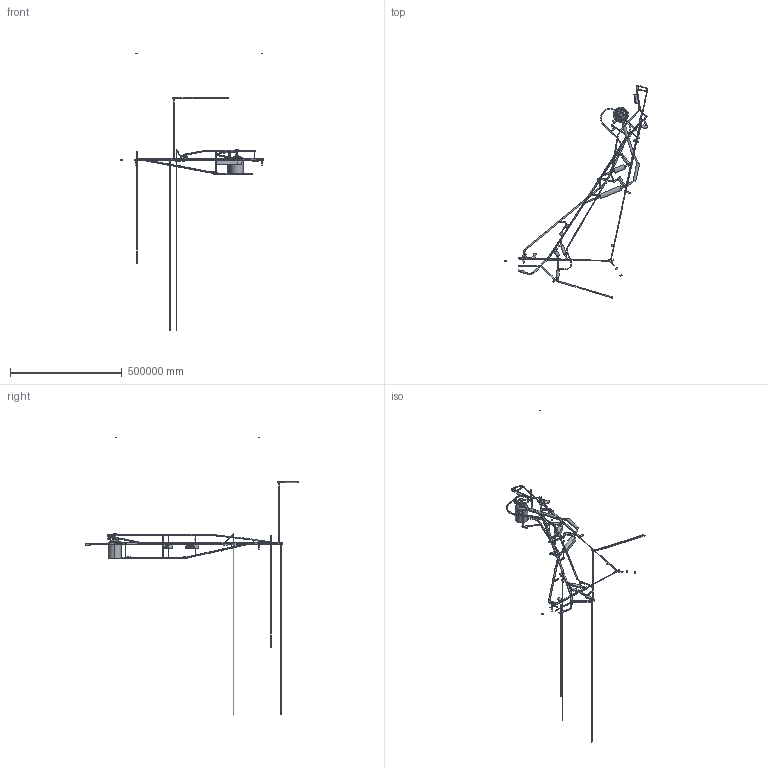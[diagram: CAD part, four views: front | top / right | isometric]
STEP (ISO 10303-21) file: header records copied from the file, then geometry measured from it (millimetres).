
FILE_DESCRIPTION(('CoCreate Modeling STEP Export'),'2;1');
FILE_NAME('4850L-FullAssy-LMmod1-06Dec10.stp','2011-02-03T13:22:38',(''),(''),'CoCreate Modeling STEP processor for AP214 (Solid Model)','CoCreate Modeling 16.00A 16-Aug-2008 (C) Parametric Technology GmbH','');
FILE_SCHEMA(('AUTOMOTIVE_DESIGN { 1 0 10303 214 1 1 1 1 }'));
Length unit declared in the file: millimetre
Products named in the file (271): Utility1; Utility2; Utility3; MiscExcavations; VentDrift7.1.1; VentDrift5a.1; VentDrift1; VentShaft1-DavisCampus; VentDrift2; VentDrift3; VentShaft2-Connection; VentShaft3-Connection; VentShaft3a-LM1; VentShaft2-5060to4700a; VentDrift4; VentDrift17; VentShaft4-Connection; VentShaft4-LM2; VentDrift18; VentShaft4a-LM2; VentDrift16; VentDrift7; VentDrift5a; VentDrift9; VentShaft6-Connection; VentShaft6-MEP1; VentDrift10; VentDrift11; VentDrift12; VentDrift13; VentDrift14; VentDrift15; 4700L-VentDriftAssy; DriftExpansion1; 4850to3950VentShaft; 3950L-VentDriftAssy; VentShaft2-ConnectionA; Drift14a; SecondaryEgressAccess2; AOR2 ...
Assembly tree (270 placements, depth 6):
  4850L-FullAssy-LMmod1-06Dec10
    4850L-Existing-26May10.1
      4850L-FullAssy
        ExistingDrift-ShaftAssy
          DriftFloor9-YatesChillerArea
          YatesShaftAssy
            YatesShaft3
          DriftFloor8
          DriftWallC9
          DriftWallC8
          DriftWall15
          DriftWallC7
          DriftWall14
          DriftWall13
          DriftWallC6
          DriftFloorRoss
          DriftWallRoss1
          DriftWall11
          DriftWall12
          DriftFloor7
          DriftWall10
          DriftWall9
          DriftFloor6
          DriftWall6
          DriftWall5
          DriftFloor4
          DriftWall8
          DriftWall7
          DriftWall4
          DriftWall3
          DriftFloor3
          DriftWallC5
          DriftFloor2
          DriftWall2
          DriftWall1
          DriftWallC4
          DriftFloor5
          DriftIslandCorner
            DriftIslandOutletWall
            DriftIslandFloor
            DriftWallC3
            DriftWallC2
            DriftWallC1
            DriftIsland1
            DriftIslandOutletWall.1
            DriftIslandOutletWall.2
            DriftIslandOutletWall.3
          DriftWallExt.1
          DriftMain.2
          DriftMain.1
          DriftMain
          DriftFloor1
          Rail2
          Rail1
          DriftMain.2.1
          DriftWallExt.2
          DriftWallRoss2
          RossShaftAssy
            RossShaft3
          DriftMain.2.2.1
Bounding box: 642327.07 x 953410.35 x 1241154.83 mm (x, y, z)
Volume: 435778941940731.8 mm3; surface area: 272739491848.5 mm2
Topology: 243 solids, 244 shells, 2060 faces, 4701 edges, 3120 vertices
Faces by surface type: plane 1671, cylinder 233, bspline 114, torus 16, revolution 14, extrusion 8, cone 4
Full cylindrical faces by diameter (mm): 2133.553 x1, 4267.2 x2, 5000 x5
Entity records: 88035 total; most frequent: CARTESIAN_POINT 21019, DIRECTION 10496, ORIENTED_EDGE 9360, EDGE_CURVE 4686, VECTOR 3846, LINE 3838, AXIS2_PLACEMENT_3D 3320, VERTEX_POINT 3117
